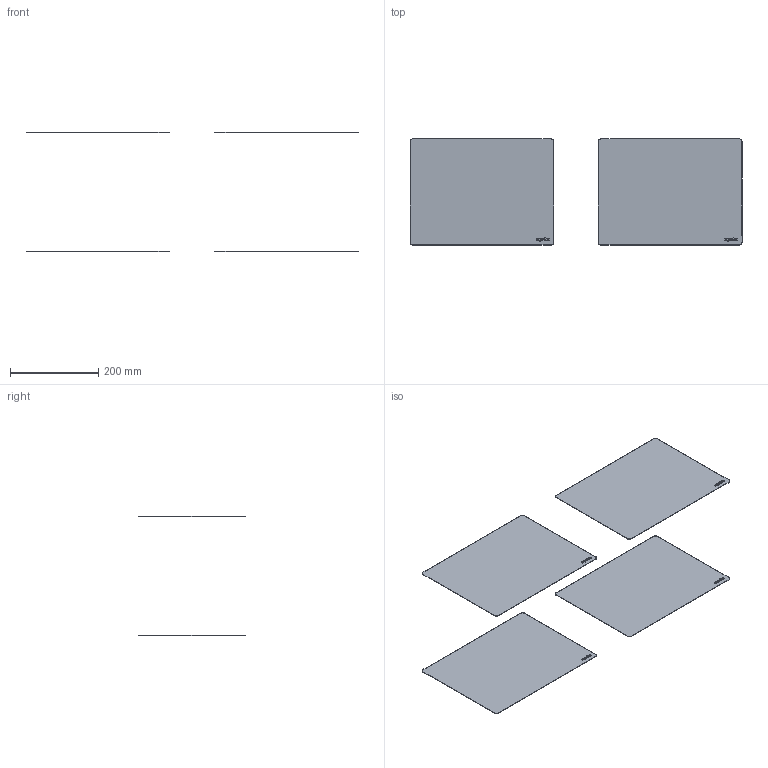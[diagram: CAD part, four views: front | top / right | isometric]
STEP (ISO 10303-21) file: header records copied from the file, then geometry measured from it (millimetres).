
FILE_DESCRIPTION(/* description */ (''),/* implementation_level */ '2;1');
FILE_NAME(/* name */ '3D_500-0340-XX.stp',/* time_stamp */ '2022-03-17T11:12:35+01:00',/* author */ ('as'),/* organization */ (''),/* preprocessor_version */ 'ST-DEVELOPER v18.1',/* originating_system */ 'Autodesk Inventor 2021',/* authorisation */ '');
FILE_SCHEMA (('CONFIG_CONTROL_DESIGN'));
Length unit declared in the file: millimetre
Products named in the file (1): Silikonmatten 4er Set 900 106644_Shrinkwrap_1
Bounding box: 751 x 240 x 271 mm (x, y, z)
Volume: 311749.2 mm3; surface area: 628471.8 mm2
Topology: 4 solids, 4 shells, 400 faces, 1068 edges, 712 vertices
Faces by surface type: plane 292, cylinder 108
Entity records: 12855 total; most frequent: CARTESIAN_POINT 2181, ORIENTED_EDGE 2136, DIRECTION 2086, EDGE_CURVE 1068, LINE 852, VECTOR 852, VERTEX_POINT 712, AXIS2_PLACEMENT_3D 617
